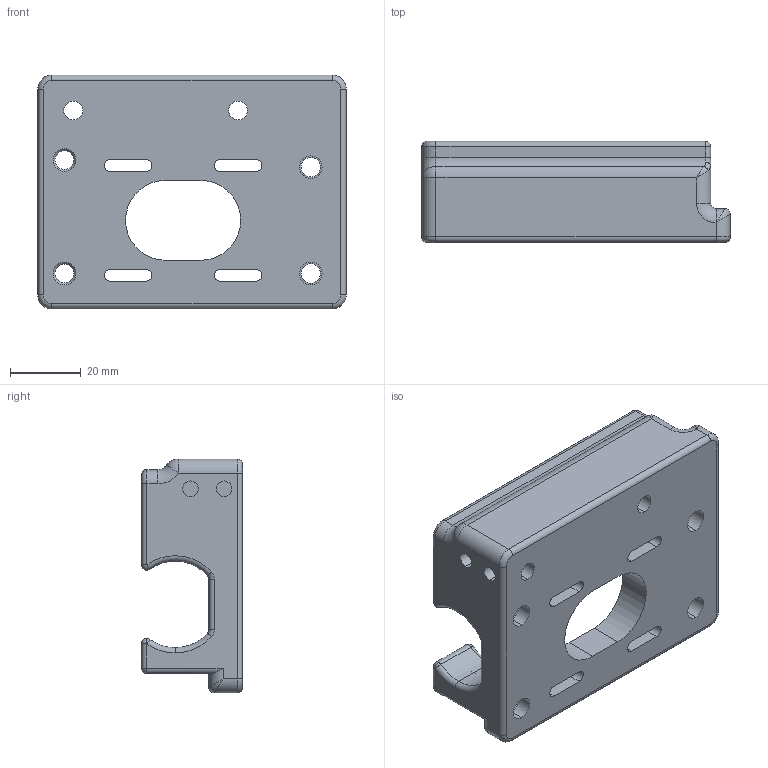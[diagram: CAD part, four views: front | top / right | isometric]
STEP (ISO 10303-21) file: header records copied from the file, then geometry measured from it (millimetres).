
FILE_DESCRIPTION (( 'STEP AP214' ), '1' );
FILE_NAME ('AmotorFrameBottom.STEP', '2025-06-04T06:04:55', ( '' ), ( '' ), 'SwSTEP 2.0', 'SolidWorks 2024', '' );
FILE_SCHEMA (( 'AUTOMOTIVE_DESIGN' ));
Length unit declared in the file: millimetre
Products named in the file (1): AmotorFrameBottom
Bounding box: 87 x 28.5 x 66 mm (x, y, z)
Volume: 76427.9 mm3; surface area: 21117.4 mm2
Topology: 1 solids, 1 shells, 158 faces, 380 edges, 213 vertices
Faces by surface type: cylinder 82, plane 30, torus 22, sphere 14, bspline 6, cone 4
Entity records: 4800 total; most frequent: CARTESIAN_POINT 1073, DIRECTION 851, ORIENTED_EDGE 730, EDGE_CURVE 365, AXIS2_PLACEMENT_3D 347, VERTEX_POINT 213, CIRCLE 194, EDGE_LOOP 184
